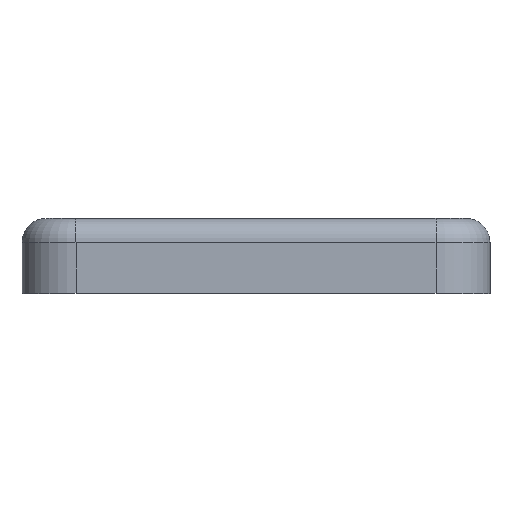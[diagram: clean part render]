
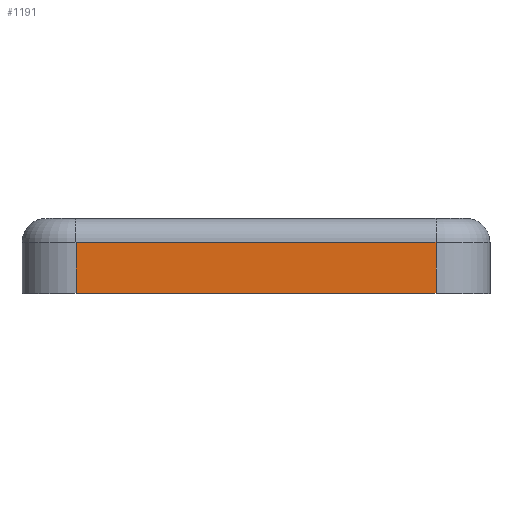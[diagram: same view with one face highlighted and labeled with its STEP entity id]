
A CAD part, left-side view. The second image highlights one B-rep face of the part: STEP entity #1191.
In plain terms, the highlighted face is planar.
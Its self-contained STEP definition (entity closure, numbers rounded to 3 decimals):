
#97=LINE('',#2050,#185);
#106=LINE('',#2081,#194);
#110=LINE('',#2091,#198);
#112=LINE('',#2095,#200);
#185=VECTOR('',#1660,1000.);
#194=VECTOR('',#1701,1000.);
#198=VECTOR('',#1711,1000.);
#200=VECTOR('',#1717,1000.);
#220=PLANE('',#1355);
#477=ORIENTED_EDGE('',*,*,#726,.F.);
#478=ORIENTED_EDGE('',*,*,#735,.F.);
#479=ORIENTED_EDGE('',*,*,#709,.T.);
#480=ORIENTED_EDGE('',*,*,#732,.T.);
#709=EDGE_CURVE('',#845,#848,#97,.T.);
#726=EDGE_CURVE('',#853,#854,#106,.T.);
#732=EDGE_CURVE('',#848,#854,#110,.T.);
#735=EDGE_CURVE('',#845,#853,#112,.T.);
#845=VERTEX_POINT('',#2040);
#848=VERTEX_POINT('',#2051);
#853=VERTEX_POINT('',#2080);
#854=VERTEX_POINT('',#2082);
#998=EDGE_LOOP('',(#477,#478,#479,#480));
#1082=FACE_BOUND('',#998,.T.);
#1191=ADVANCED_FACE('',(#1082),#220,.F.);
#1355=AXIS2_PLACEMENT_3D('',#2094,#1715,#1716);
#1660=DIRECTION('',(1.,0.,0.));
#1701=DIRECTION('',(1.,0.,0.));
#1711=DIRECTION('',(0.,-1.,0.));
#1715=DIRECTION('',(0.,0.,1.));
#1716=DIRECTION('',(1.,0.,0.));
#1717=DIRECTION('',(0.,-1.,0.));
#2040=CARTESIAN_POINT('',(-6.,-0.8,-13.4));
#2050=CARTESIAN_POINT('',(-6.,-0.8,-13.4));
#2051=CARTESIAN_POINT('',(6.,-0.8,-13.4));
#2080=CARTESIAN_POINT('',(-6.,-2.5,-13.4));
#2081=CARTESIAN_POINT('',(-6.,-2.5,-13.4));
#2082=CARTESIAN_POINT('',(6.,-2.5,-13.4));
#2091=CARTESIAN_POINT('',(6.,0.,-13.4));
#2094=CARTESIAN_POINT('',(-6.,0.,-13.4));
#2095=CARTESIAN_POINT('',(-6.,0.,-13.4));
